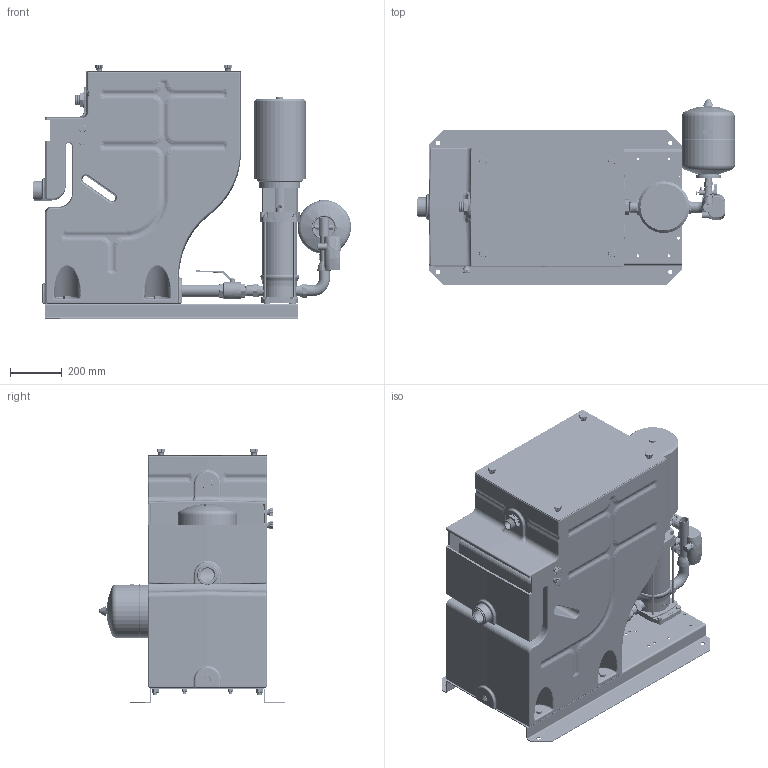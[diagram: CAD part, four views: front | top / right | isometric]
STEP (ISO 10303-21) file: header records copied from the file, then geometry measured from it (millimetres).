
FILE_DESCRIPTION(/* description */ (''),/* implementation_level */ '2;1');
FILE_NAME(/* name */ 'ug1791478zmk001_01.stp',/* time_stamp */ '2019-08-12T10:22:52+02:00',/* author */ (''),/* organization */ (''),/* preprocessor_version */ 'ST-DEVELOPER v16',/* originating_system */ 'SIEMENS PLM Software NX 11.0',/* authorisation */ '');
FILE_SCHEMA (('AUTOMOTIVE_DESIGN { 1 0 10303 214 3 1 1 1 }'));
Products named in the file (1): nuss36CC3B55402i
Bounding box: 1232.89 x 719.5 x 986.22 mm (x, y, z)
Volume: 48299084.5 mm3; surface area: 9390632.9 mm2
Topology: 69 solids, 72 shells, 6145 faces, 16335 edges, 10558 vertices
Faces by surface type: plane 2736, cylinder 1871, cone 554, extrusion 449, torus 279, bspline 193, sphere 62, revolution 1
Full cylindrical faces by diameter (mm): 4 x1, 5 x3, 6.8 x6, 7 x1, 8 x18, 8.4 x4, 9 x4, 9.853 x4, 10 x3, 11 x5, 11.1 x50, 12 x4, 12.5 x1, 13 x10, 13.546 x4, 14.5 x4, 16 x9, 17 x9, 18.9 x1, 20 x5, 24 x1, 24.117 x1, 25 x6, 26.9 x1, 28 x2, 29 x1, 31.6 x1, 32 x9, 32.05 x1, 33 x4
Entity records: 286756 total; most frequent: CARTESIAN_POINT 127959, ORIENTED_EDGE 31344, DIRECTION 29870, EDGE_CURVE 15672, AXIS2_PLACEMENT_3D 12161, VERTEX_POINT 10360, EDGE_LOOP 7086, CIRCLE 6476
